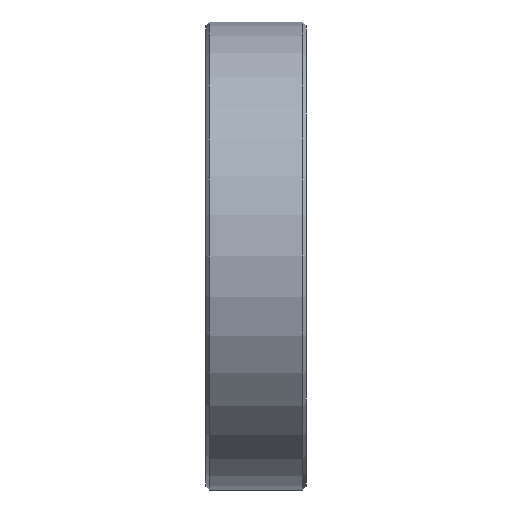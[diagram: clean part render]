
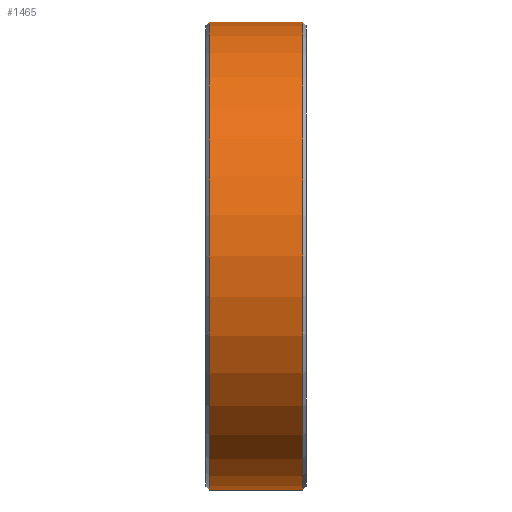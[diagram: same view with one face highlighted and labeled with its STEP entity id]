
A CAD part, front view. The second image highlights one B-rep face of the part: STEP entity #1465.
In plain terms, the highlighted cylindrical face has radius 16.891 mm (diameter 33.782 mm), a partial arc.
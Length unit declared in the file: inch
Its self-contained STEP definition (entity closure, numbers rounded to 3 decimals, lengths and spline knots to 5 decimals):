
#1204 = VERTEX_POINT ( 'NONE', #2439 ) ;
#1246 = VERTEX_POINT ( 'NONE', #2530 ) ;
#1292 = VERTEX_POINT ( 'NONE', #2713 ) ;
#1310 = EDGE_CURVE ( 'NONE', #1392, #1246, #2580, .T. ) ;
#1336 = ORIENTED_EDGE ( 'NONE', *, *, #1310, .T. ) ;
#1337 = ORIENTED_EDGE ( 'NONE', *, *, #1338, .T. ) ;
#1338 = EDGE_CURVE ( 'NONE', #1246, #1204, #2663, .T. ) ;
#1376 = EDGE_LOOP ( 'NONE', ( #1377, #1378, #1336, #1337 ) ) ;
#1377 = ORIENTED_EDGE ( 'NONE', *, *, #1413, .F. ) ;
#1378 = ORIENTED_EDGE ( 'NONE', *, *, #1379, .T. ) ;
#1379 = EDGE_CURVE ( 'NONE', #1292, #1392, #2764, .T. ) ;
#1392 = VERTEX_POINT ( 'NONE', #2795 ) ;
#1413 = EDGE_CURVE ( 'NONE', #1292, #1204, #2855, .T. ) ;
#1465 = ADVANCED_FACE ( 'NONE', ( #2982 ), #2974, .T. ) ;
#2439 = CARTESIAN_POINT ( 'NONE',  ( 0.01, 0., -0.665 ) ) ;
#2530 = CARTESIAN_POINT ( 'NONE',  ( 0.01, 0., 0.665 ) ) ;
#2579 = CARTESIAN_POINT ( 'NONE',  ( 0.285, 0., 0.665 ) ) ;
#2580 = LINE ( 'NONE', #2579, #2688 ) ;
#2659 = DIRECTION ( 'NONE',  ( 0., 0., -1. ) ) ;
#2660 = DIRECTION ( 'NONE',  ( 1., 0., 0. ) ) ;
#2661 = CARTESIAN_POINT ( 'NONE',  ( 0.01, 0., 0. ) ) ;
#2662 = AXIS2_PLACEMENT_3D ( 'NONE', #2661, #2660, #2659 ) ;
#2663 = CIRCLE ( 'NONE', #2662, 0.665 ) ;
#2687 = DIRECTION ( 'NONE',  ( -1., 0., 0. ) ) ;
#2688 = VECTOR ( 'NONE', #2687, 39.37008 ) ;
#2713 = CARTESIAN_POINT ( 'NONE',  ( 0.275, 0., -0.665 ) ) ;
#2760 = DIRECTION ( 'NONE',  ( 0., 0., -1. ) ) ;
#2761 = DIRECTION ( 'NONE',  ( -1., 0., 0. ) ) ;
#2762 = CARTESIAN_POINT ( 'NONE',  ( 0.275, 0., 0. ) ) ;
#2763 = AXIS2_PLACEMENT_3D ( 'NONE', #2762, #2761, #2760 ) ;
#2764 = CIRCLE ( 'NONE', #2763, 0.665 ) ;
#2795 = CARTESIAN_POINT ( 'NONE',  ( 0.275, 0., 0.665 ) ) ;
#2829 = DIRECTION ( 'NONE',  ( -1., 0., 0. ) ) ;
#2830 = VECTOR ( 'NONE', #2829, 39.37008 ) ;
#2831 = CARTESIAN_POINT ( 'NONE',  ( 0.285, 0., -0.665 ) ) ;
#2855 = LINE ( 'NONE', #2831, #2830 ) ;
#2969 = DIRECTION ( 'NONE',  ( 0., 0., 1. ) ) ;
#2970 = DIRECTION ( 'NONE',  ( -1., 0., 0. ) ) ;
#2971 = AXIS2_PLACEMENT_3D ( 'NONE', #2975, #2970, #2969 ) ;
#2974 = CYLINDRICAL_SURFACE ( 'NONE', #2971, 0.665 ) ;
#2975 = CARTESIAN_POINT ( 'NONE',  ( 0.285, 0., 0. ) ) ;
#2982 = FACE_OUTER_BOUND ( 'NONE', #1376, .T. ) ;
